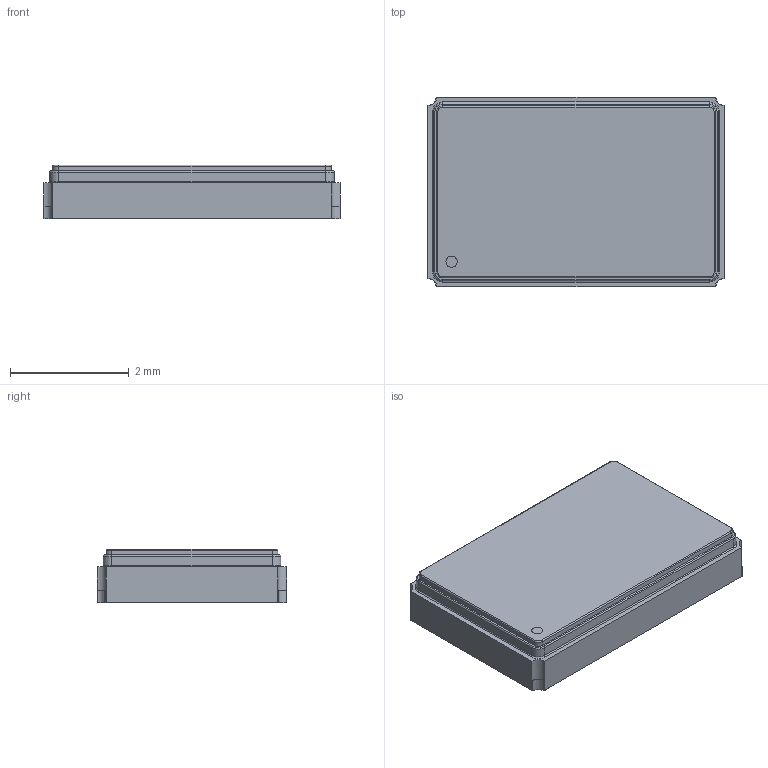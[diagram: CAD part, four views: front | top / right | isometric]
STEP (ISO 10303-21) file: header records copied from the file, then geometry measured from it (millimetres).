
FILE_DESCRIPTION (( 'STEP AP214' ), '1' );
FILE_NAME ('CRYSTAL-SMD_4P-L5.0-W3.2-BL-7I12288F20UCG.STEP', '2022-01-17T13:20:07', ( '' ), ( '' ), 'SwSTEP 2.0', 'SolidWorks 2020', '' );
FILE_SCHEMA (( 'AUTOMOTIVE_DESIGN' ));
Length unit declared in the file: millimetre
Products named in the file (1): CRYSTAL-SMD_4P-L5.0-W3.2-BL-7I12288F20UCG
Bounding box: 5 x 3.2 x 0.91 mm (x, y, z)
Volume: 13.8 mm3; surface area: 45.9 mm2
Topology: 1 solids, 1 shells, 159 faces, 417 edges, 270 vertices
Faces by surface type: plane 95, cylinder 38, bspline 14, torus 12
Entity records: 7338 total; most frequent: CARTESIAN_POINT 1645, ORIENTED_EDGE 834, DIRECTION 777, EDGE_CURVE 417, LINE 293, VECTOR 293, VERTEX_POINT 270, AXIS2_PLACEMENT_3D 242
